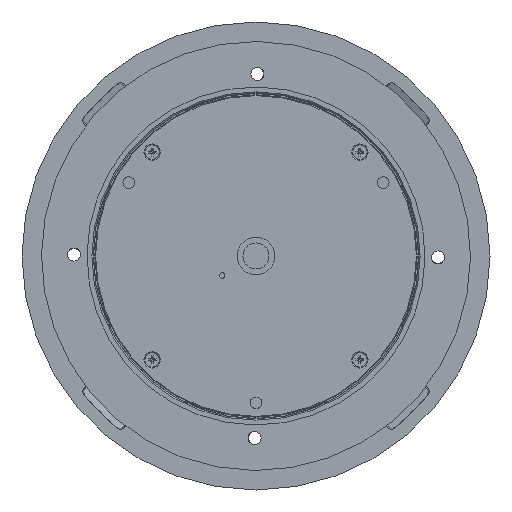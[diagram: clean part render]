
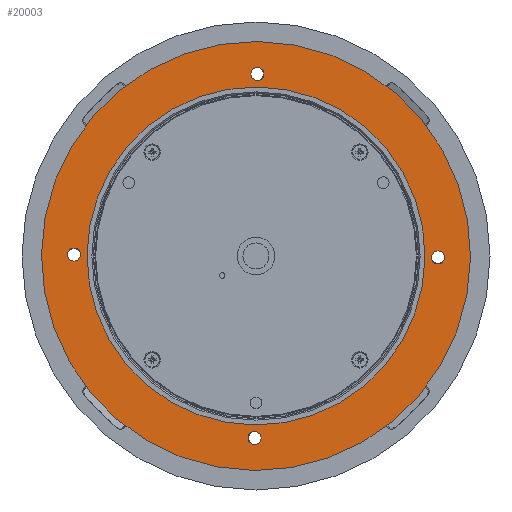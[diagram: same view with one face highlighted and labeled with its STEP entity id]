
A CAD part, left-side view. The second image highlights one B-rep face of the part: STEP entity #20003.
In plain terms, the highlighted planar face has unit normal (-1, 0, 0).
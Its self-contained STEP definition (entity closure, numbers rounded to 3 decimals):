
#168 = AXIS2_PLACEMENT_3D ( 'NONE', #33723, #37443, #1674 ) ;
#1153 = DIRECTION ( 'NONE',  ( 0., -1., -0.008 ) ) ;
#1674 = DIRECTION ( 'NONE',  ( 0., 1., 0.008 ) ) ;
#2524 = DIRECTION ( 'NONE',  ( 0., -1., -0.008 ) ) ;
#2528 = CARTESIAN_POINT ( 'NONE',  ( -4.3, 72.498, 0.567 ) ) ;
#2706 = CARTESIAN_POINT ( 'NONE',  ( -4.3, 0., 0. ) ) ;
#2822 = AXIS2_PLACEMENT_3D ( 'NONE', #15361, #50964, #38987 ) ;
#3030 = CARTESIAN_POINT ( 'NONE',  ( -4.3, 0.547, -69.998 ) ) ;
#3356 = VERTEX_POINT ( 'NONE', #21041 ) ;
#3708 = AXIS2_PLACEMENT_3D ( 'NONE', #2706, #43418, #43068 ) ;
#3740 = DIRECTION ( 'NONE',  ( 1., 0., 0. ) ) ;
#4220 = EDGE_CURVE ( 'NONE', #38182, #11183, #30282, .T. ) ;
#4226 = FACE_BOUND ( 'NONE', #33332, .T. ) ;
#5050 = ORIENTED_EDGE ( 'NONE', *, *, #50702, .T. ) ;
#5506 = FACE_OUTER_BOUND ( 'NONE', #10382, .T. ) ;
#5665 = DIRECTION ( 'NONE',  ( 0., -1., -0.008 ) ) ;
#6356 = CARTESIAN_POINT ( 'NONE',  ( -4.3, 0., 0. ) ) ;
#6936 = CARTESIAN_POINT ( 'NONE',  ( -4.3, 64.998, 0.508 ) ) ;
#7065 = CARTESIAN_POINT ( 'NONE',  ( -4.3, 67.498, 0.528 ) ) ;
#7088 = DIRECTION ( 'NONE',  ( 0., -1., -0.008 ) ) ;
#7318 = ORIENTED_EDGE ( 'NONE', *, *, #32880, .T. ) ;
#7375 = AXIS2_PLACEMENT_3D ( 'NONE', #3030, #3740, #7088 ) ;
#7527 = VERTEX_POINT ( 'NONE', #37477 ) ;
#8000 = DIRECTION ( 'NONE',  ( 1., 0., 0. ) ) ;
#9052 = EDGE_CURVE ( 'NONE', #18408, #33586, #37453, .T. ) ;
#9347 = ORIENTED_EDGE ( 'NONE', *, *, #26030, .T. ) ;
#9751 = EDGE_CURVE ( 'NONE', #7527, #40955, #20829, .T. ) ;
#10382 = EDGE_LOOP ( 'NONE', ( #19514, #18338 ) ) ;
#10399 = CIRCLE ( 'NONE', #7375, 2.5 ) ;
#11183 = VERTEX_POINT ( 'NONE', #39888 ) ;
#11317 = AXIS2_PLACEMENT_3D ( 'NONE', #13165, #41334, #37632 ) ;
#11335 = CARTESIAN_POINT ( 'NONE',  ( -4.3, -0.547, 69.998 ) ) ;
#11425 = ORIENTED_EDGE ( 'NONE', *, *, #22827, .T. ) ;
#11595 = CARTESIAN_POINT ( 'NONE',  ( -4.3, 82.497, 0.645 ) ) ;
#12611 = DIRECTION ( 'NONE',  ( 0., -1., -0.008 ) ) ;
#13165 = CARTESIAN_POINT ( 'NONE',  ( -4.3, -69.998, -0.547 ) ) ;
#13555 = CIRCLE ( 'NONE', #11317, 2.5 ) ;
#13816 = EDGE_LOOP ( 'NONE', ( #7318, #51882 ) ) ;
#15351 = AXIS2_PLACEMENT_3D ( 'NONE', #6356, #33996, #5665 ) ;
#15361 = CARTESIAN_POINT ( 'NONE',  ( -4.3, 0., 0. ) ) ;
#16154 = AXIS2_PLACEMENT_3D ( 'NONE', #24084, #40119, #35721 ) ;
#18124 = EDGE_CURVE ( 'NONE', #47336, #3356, #20776, .T. ) ;
#18338 = ORIENTED_EDGE ( 'NONE', *, *, #29336, .T. ) ;
#18345 = EDGE_CURVE ( 'NONE', #23937, #23626, #50414, .T. ) ;
#18408 = VERTEX_POINT ( 'NONE', #2528 ) ;
#19514 = ORIENTED_EDGE ( 'NONE', *, *, #50162, .T. ) ;
#20003 = ADVANCED_FACE ( 'NONE', ( #4226, #5506, #50902, #33201, #52144, #29398 ), #42473, .T. ) ;
#20148 = CIRCLE ( 'NONE', #2822, 82.5 ) ;
#20639 = EDGE_LOOP ( 'NONE', ( #50354, #11425 ) ) ;
#20709 = CIRCLE ( 'NONE', #168, 82.5 ) ;
#20776 = CIRCLE ( 'NONE', #3708, 65. ) ;
#20829 = CIRCLE ( 'NONE', #34076, 2.5 ) ;
#21041 = CARTESIAN_POINT ( 'NONE',  ( -4.3, -64.998, -0.508 ) ) ;
#21971 = CIRCLE ( 'NONE', #16154, 65. ) ;
#22827 = EDGE_CURVE ( 'NONE', #40955, #7527, #41237, .T. ) ;
#23626 = VERTEX_POINT ( 'NONE', #51058 ) ;
#23820 = CARTESIAN_POINT ( 'NONE',  ( -4.3, 69.998, 0.547 ) ) ;
#23937 = VERTEX_POINT ( 'NONE', #36301 ) ;
#24084 = CARTESIAN_POINT ( 'NONE',  ( -4.3, 0., 0. ) ) ;
#24455 = AXIS2_PLACEMENT_3D ( 'NONE', #29282, #32629, #12611 ) ;
#24855 = ORIENTED_EDGE ( 'NONE', *, *, #4220, .T. ) ;
#25486 = ORIENTED_EDGE ( 'NONE', *, *, #18124, .T. ) ;
#26030 = EDGE_CURVE ( 'NONE', #33586, #18408, #51972, .T. ) ;
#26258 = AXIS2_PLACEMENT_3D ( 'NONE', #23820, #51331, #51844 ) ;
#27368 = DIRECTION ( 'NONE',  ( 0., -1., -0.008 ) ) ;
#29282 = CARTESIAN_POINT ( 'NONE',  ( -4.3, 0.547, -69.998 ) ) ;
#29336 = EDGE_CURVE ( 'NONE', #38773, #35125, #20148, .T. ) ;
#29398 = FACE_BOUND ( 'NONE', #13816, .T. ) ;
#30201 = CARTESIAN_POINT ( 'NONE',  ( -4.3, 69.998, 0.547 ) ) ;
#30282 = CIRCLE ( 'NONE', #24455, 2.5 ) ;
#30707 = CARTESIAN_POINT ( 'NONE',  ( -4.3, -1.953, -70.017 ) ) ;
#31649 = AXIS2_PLACEMENT_3D ( 'NONE', #37787, #41849, #1153 ) ;
#31915 = CARTESIAN_POINT ( 'NONE',  ( -4.3, -0.547, 69.998 ) ) ;
#32342 = AXIS2_PLACEMENT_3D ( 'NONE', #30201, #34294, #38536 ) ;
#32629 = DIRECTION ( 'NONE',  ( 1., 0., 0. ) ) ;
#32880 = EDGE_CURVE ( 'NONE', #23626, #23937, #13555, .T. ) ;
#33201 = FACE_BOUND ( 'NONE', #48317, .T. ) ;
#33332 = EDGE_LOOP ( 'NONE', ( #25486, #5050 ) ) ;
#33586 = VERTEX_POINT ( 'NONE', #7065 ) ;
#33723 = CARTESIAN_POINT ( 'NONE',  ( -4.3, 0., 0. ) ) ;
#33996 = DIRECTION ( 'NONE',  ( -1., 0., 0. ) ) ;
#34076 = AXIS2_PLACEMENT_3D ( 'NONE', #11335, #51163, #2524 ) ;
#34294 = DIRECTION ( 'NONE',  ( 1., 0., 0. ) ) ;
#35125 = VERTEX_POINT ( 'NONE', #11595 ) ;
#35721 = DIRECTION ( 'NONE',  ( 0., 1., 0.008 ) ) ;
#36301 = CARTESIAN_POINT ( 'NONE',  ( -4.3, -67.498, -0.528 ) ) ;
#37443 = DIRECTION ( 'NONE',  ( -1., 0., 0. ) ) ;
#37453 = CIRCLE ( 'NONE', #26258, 2.5 ) ;
#37477 = CARTESIAN_POINT ( 'NONE',  ( -4.3, -3.047, 69.978 ) ) ;
#37632 = DIRECTION ( 'NONE',  ( 0., -1., -0.008 ) ) ;
#37787 = CARTESIAN_POINT ( 'NONE',  ( -4.3, -69.998, -0.547 ) ) ;
#38182 = VERTEX_POINT ( 'NONE', #30707 ) ;
#38536 = DIRECTION ( 'NONE',  ( 0., -1., -0.008 ) ) ;
#38773 = VERTEX_POINT ( 'NONE', #41991 ) ;
#38987 = DIRECTION ( 'NONE',  ( 0., 1., 0.008 ) ) ;
#39888 = CARTESIAN_POINT ( 'NONE',  ( -4.3, 3.047, -69.978 ) ) ;
#40119 = DIRECTION ( 'NONE',  ( 1., 0., 0. ) ) ;
#40955 = VERTEX_POINT ( 'NONE', #50147 ) ;
#41237 = CIRCLE ( 'NONE', #48550, 2.5 ) ;
#41334 = DIRECTION ( 'NONE',  ( 1., 0., 0. ) ) ;
#41849 = DIRECTION ( 'NONE',  ( 1., 0., 0. ) ) ;
#41991 = CARTESIAN_POINT ( 'NONE',  ( -4.3, -82.497, -0.645 ) ) ;
#42103 = ORIENTED_EDGE ( 'NONE', *, *, #44960, .T. ) ;
#42473 = PLANE ( 'NONE',  #15351 ) ;
#43068 = DIRECTION ( 'NONE',  ( 0., 1., 0.008 ) ) ;
#43418 = DIRECTION ( 'NONE',  ( 1., 0., 0. ) ) ;
#43932 = ORIENTED_EDGE ( 'NONE', *, *, #9052, .T. ) ;
#44960 = EDGE_CURVE ( 'NONE', #11183, #38182, #10399, .T. ) ;
#47336 = VERTEX_POINT ( 'NONE', #6936 ) ;
#48317 = EDGE_LOOP ( 'NONE', ( #9347, #43932 ) ) ;
#48550 = AXIS2_PLACEMENT_3D ( 'NONE', #31915, #8000, #27368 ) ;
#50147 = CARTESIAN_POINT ( 'NONE',  ( -4.3, 1.953, 70.017 ) ) ;
#50162 = EDGE_CURVE ( 'NONE', #35125, #38773, #20709, .T. ) ;
#50354 = ORIENTED_EDGE ( 'NONE', *, *, #9751, .T. ) ;
#50414 = CIRCLE ( 'NONE', #31649, 2.5 ) ;
#50702 = EDGE_CURVE ( 'NONE', #3356, #47336, #21971, .T. ) ;
#50902 = FACE_BOUND ( 'NONE', #51271, .T. ) ;
#50964 = DIRECTION ( 'NONE',  ( -1., 0., 0. ) ) ;
#51058 = CARTESIAN_POINT ( 'NONE',  ( -4.3, -72.498, -0.567 ) ) ;
#51163 = DIRECTION ( 'NONE',  ( 1., 0., 0. ) ) ;
#51271 = EDGE_LOOP ( 'NONE', ( #24855, #42103 ) ) ;
#51331 = DIRECTION ( 'NONE',  ( 1., 0., 0. ) ) ;
#51844 = DIRECTION ( 'NONE',  ( 0., -1., -0.008 ) ) ;
#51882 = ORIENTED_EDGE ( 'NONE', *, *, #18345, .T. ) ;
#51972 = CIRCLE ( 'NONE', #32342, 2.5 ) ;
#52144 = FACE_BOUND ( 'NONE', #20639, .T. ) ;
